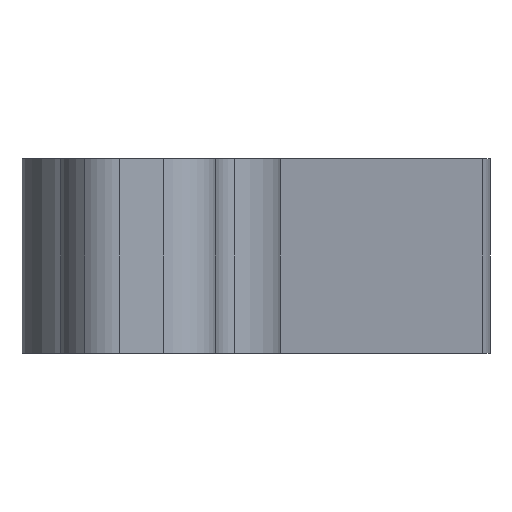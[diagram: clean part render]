
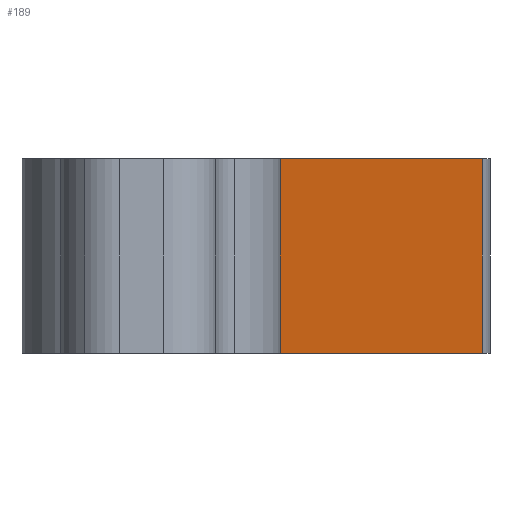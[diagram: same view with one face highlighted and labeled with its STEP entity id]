
A CAD part, front view. The second image highlights one B-rep face of the part: STEP entity #189.
In plain terms, the highlighted planar face has unit normal (0.855, -0.519, 0).
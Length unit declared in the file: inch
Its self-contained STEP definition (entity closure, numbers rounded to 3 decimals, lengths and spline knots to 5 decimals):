
#2 = FACE_OUTER_BOUND ( 'NONE', #3, .T. ) ;
#3 = EDGE_LOOP ( 'NONE', ( #425, #237, #789, #894 ) ) ;
#21 = VECTOR ( 'NONE', #865, 39.37008 ) ;
#57 = VERTEX_POINT ( 'NONE', #739 ) ;
#97 = AXIS2_PLACEMENT_3D ( 'NONE', #147, #675, #449 ) ;
#144 = VERTEX_POINT ( 'NONE', #386 ) ;
#147 = CARTESIAN_POINT ( 'NONE',  ( 0.70875, -0.42995, 0.1875 ) ) ;
#186 = VERTEX_POINT ( 'NONE', #383 ) ;
#189 = ADVANCED_FACE ( 'NONE', ( #2 ), #819, .T. ) ;
#237 = ORIENTED_EDGE ( 'NONE', *, *, #318, .T. ) ;
#242 = VERTEX_POINT ( 'NONE', #330 ) ;
#245 = DIRECTION ( 'NONE',  ( -0.519, -0.855, 0. ) ) ;
#277 = LINE ( 'NONE', #569, #21 ) ;
#318 = EDGE_CURVE ( 'NONE', #242, #144, #553, .T. ) ;
#330 = CARTESIAN_POINT ( 'NONE',  ( 0.79483, -0.28807, 0.1875 ) ) ;
#383 = CARTESIAN_POINT ( 'NONE',  ( 1.18954, 0.3626, -0.1875 ) ) ;
#386 = CARTESIAN_POINT ( 'NONE',  ( 0.79483, -0.28807, -0.1875 ) ) ;
#425 = ORIENTED_EDGE ( 'NONE', *, *, #563, .T. ) ;
#449 = DIRECTION ( 'NONE',  ( 0.519, 0.855, 0. ) ) ;
#541 = CARTESIAN_POINT ( 'NONE',  ( 0.70875, -0.42995, -0.1875 ) ) ;
#553 = LINE ( 'NONE', #707, #935 ) ;
#563 = EDGE_CURVE ( 'NONE', #57, #242, #744, .T. ) ;
#569 = CARTESIAN_POINT ( 'NONE',  ( 1.18954, 0.3626, 0.1875 ) ) ;
#604 = DIRECTION ( 'NONE',  ( -0.519, -0.855, 0. ) ) ;
#607 = VECTOR ( 'NONE', #604, 39.37008 ) ;
#616 = EDGE_CURVE ( 'NONE', #186, #144, #769, .T. ) ;
#675 = DIRECTION ( 'NONE',  ( 0.855, -0.519, 0. ) ) ;
#707 = CARTESIAN_POINT ( 'NONE',  ( 0.79483, -0.28807, -0.1875 ) ) ;
#739 = CARTESIAN_POINT ( 'NONE',  ( 1.18954, 0.3626, 0.1875 ) ) ;
#744 = LINE ( 'NONE', #753, #607 ) ;
#753 = CARTESIAN_POINT ( 'NONE',  ( 0.70875, -0.42995, 0.1875 ) ) ;
#769 = LINE ( 'NONE', #541, #855 ) ;
#784 = EDGE_CURVE ( 'NONE', #186, #57, #277, .T. ) ;
#789 = ORIENTED_EDGE ( 'NONE', *, *, #616, .F. ) ;
#819 = PLANE ( 'NONE',  #97 ) ;
#849 = DIRECTION ( 'NONE',  ( 0., 0., -1. ) ) ;
#855 = VECTOR ( 'NONE', #245, 39.37008 ) ;
#865 = DIRECTION ( 'NONE',  ( 0., 0., 1. ) ) ;
#894 = ORIENTED_EDGE ( 'NONE', *, *, #784, .T. ) ;
#935 = VECTOR ( 'NONE', #849, 39.37008 ) ;
